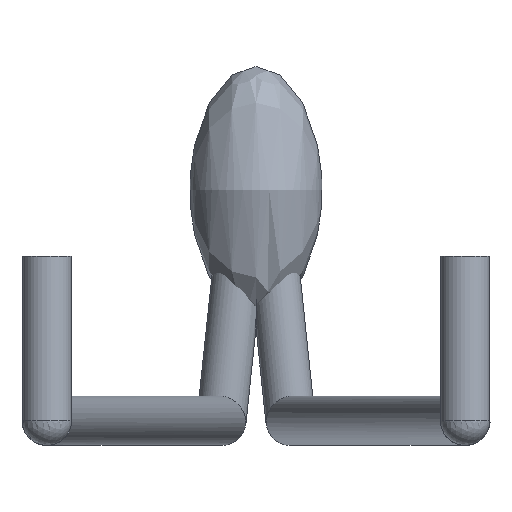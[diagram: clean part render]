
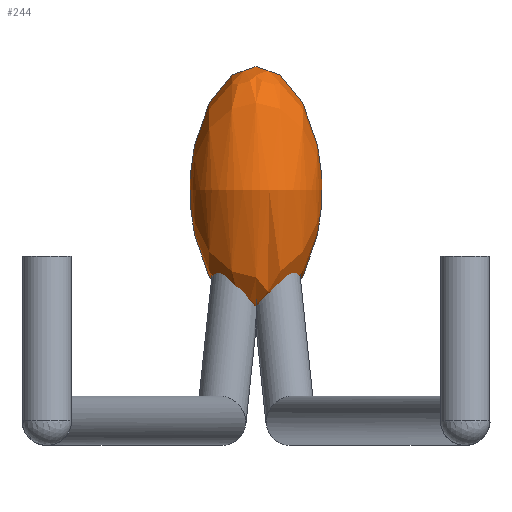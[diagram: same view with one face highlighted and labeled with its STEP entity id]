
A CAD part, left-side view. The second image highlights one B-rep face of the part: STEP entity #244.
In plain terms, the highlighted free-form (B-spline) face has degree [2, 2] with [5, 9] control points.
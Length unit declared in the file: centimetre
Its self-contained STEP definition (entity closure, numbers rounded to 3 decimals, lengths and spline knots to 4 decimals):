
#79=FACE_OUTER_BOUND($,#96,.T.);
#96=EDGE_LOOP($,(#179,#180));
#123=B_SPLINE_CURVE_WITH_KNOTS($,3,(#459,#460,#461,#462,#463,#464,#465,
#466,#467,#468),.UNSPECIFIED.,.F.,.F.,(4,3,3,4),(-1.5708,-0.2903,
1.0178,1.5708),.UNSPECIFIED.);
#124=VERTEX_POINT($,#457);
#125=VERTEX_POINT($,#458);
#147=EDGE_CURVE($,#124,#125,#123,.T.);
#179=ORIENTED_EDGE($,*,*,#147,.T.);
#180=ORIENTED_EDGE($,*,*,#147,.F.);
#243=(
BOUNDED_SURFACE()
B_SPLINE_SURFACE(2,2,((#412,#413,#414,#415,#416,#417,#418,#419,#420),(#421,
#422,#423,#424,#425,#426,#427,#428,#429),(#430,#431,#432,#433,#434,#435,
#436,#437,#438),(#439,#440,#441,#442,#443,#444,#445,#446,#447),(#448,#449,
#450,#451,#452,#453,#454,#455,#456)),.UNSPECIFIED.,.F.,.T.,.F.)
B_SPLINE_SURFACE_WITH_KNOTS((3,2,3),(3,2,2,2,3),(-1.5708,0.,1.5708),
(0.,1.5708,3.1416,4.7124,6.2832),
 .UNSPECIFIED.)
GEOMETRIC_REPRESENTATION_ITEM()
RATIONAL_B_SPLINE_SURFACE(((1.,0.707,1.,0.707,1.,
0.707,1.,0.707,1.),(0.707,0.5,
0.707,0.5,0.707,0.5,
0.707,0.5,0.707),(1.,0.707,
1.,0.707,1.,0.707,1.,0.707,1.),(0.707,
0.5,0.707,0.5,0.707,
0.5,0.707,0.5,0.707),
(1.,0.707,1.,0.707,1.,0.707,1.,0.707,
1.)))
REPRESENTATION_ITEM($)
SURFACE()
);
#244=ADVANCED_FACE($,(#79),#243,.F.);
#412=CARTESIAN_POINT('Ctrl Pts',(1.2175,0.157,0.165));
#413=CARTESIAN_POINT('Ctrl Pts',(1.2175,0.157,0.165));
#414=CARTESIAN_POINT('Ctrl Pts',(1.2175,0.157,0.165));
#415=CARTESIAN_POINT('Ctrl Pts',(1.2175,0.157,0.165));
#416=CARTESIAN_POINT('Ctrl Pts',(1.2175,0.157,0.165));
#417=CARTESIAN_POINT('Ctrl Pts',(1.2175,0.157,0.165));
#418=CARTESIAN_POINT('Ctrl Pts',(1.2175,0.157,0.165));
#419=CARTESIAN_POINT('Ctrl Pts',(1.2175,0.157,0.165));
#420=CARTESIAN_POINT('Ctrl Pts',(1.2175,0.157,0.165));
#421=CARTESIAN_POINT('Ctrl Pts',(1.1775,0.157,0.165));
#422=CARTESIAN_POINT('Ctrl Pts',(1.1775,0.157,0.09));
#423=CARTESIAN_POINT('Ctrl Pts',(1.2175,0.157,0.09));
#424=CARTESIAN_POINT('Ctrl Pts',(1.2575,0.157,0.09));
#425=CARTESIAN_POINT('Ctrl Pts',(1.2575,0.157,0.165));
#426=CARTESIAN_POINT('Ctrl Pts',(1.2575,0.157,0.24));
#427=CARTESIAN_POINT('Ctrl Pts',(1.2175,0.157,0.24));
#428=CARTESIAN_POINT('Ctrl Pts',(1.1775,0.157,0.24));
#429=CARTESIAN_POINT('Ctrl Pts',(1.1775,0.157,0.165));
#430=CARTESIAN_POINT('Ctrl Pts',(1.1775,0.117,0.165));
#431=CARTESIAN_POINT('Ctrl Pts',(1.1775,0.117,0.09));
#432=CARTESIAN_POINT('Ctrl Pts',(1.2175,0.117,0.09));
#433=CARTESIAN_POINT('Ctrl Pts',(1.2575,0.117,0.09));
#434=CARTESIAN_POINT('Ctrl Pts',(1.2575,0.117,0.165));
#435=CARTESIAN_POINT('Ctrl Pts',(1.2575,0.117,0.24));
#436=CARTESIAN_POINT('Ctrl Pts',(1.2175,0.117,0.24));
#437=CARTESIAN_POINT('Ctrl Pts',(1.1775,0.117,0.24));
#438=CARTESIAN_POINT('Ctrl Pts',(1.1775,0.117,0.165));
#439=CARTESIAN_POINT('Ctrl Pts',(1.1775,0.077,0.165));
#440=CARTESIAN_POINT('Ctrl Pts',(1.1775,0.077,0.09));
#441=CARTESIAN_POINT('Ctrl Pts',(1.2175,0.077,0.09));
#442=CARTESIAN_POINT('Ctrl Pts',(1.2575,0.077,0.09));
#443=CARTESIAN_POINT('Ctrl Pts',(1.2575,0.077,0.165));
#444=CARTESIAN_POINT('Ctrl Pts',(1.2575,0.077,0.24));
#445=CARTESIAN_POINT('Ctrl Pts',(1.2175,0.077,0.24));
#446=CARTESIAN_POINT('Ctrl Pts',(1.1775,0.077,0.24));
#447=CARTESIAN_POINT('Ctrl Pts',(1.1775,0.077,0.165));
#448=CARTESIAN_POINT('Ctrl Pts',(1.2175,0.077,0.165));
#449=CARTESIAN_POINT('Ctrl Pts',(1.2175,0.077,0.165));
#450=CARTESIAN_POINT('Ctrl Pts',(1.2175,0.077,0.165));
#451=CARTESIAN_POINT('Ctrl Pts',(1.2175,0.077,0.165));
#452=CARTESIAN_POINT('Ctrl Pts',(1.2175,0.077,0.165));
#453=CARTESIAN_POINT('Ctrl Pts',(1.2175,0.077,0.165));
#454=CARTESIAN_POINT('Ctrl Pts',(1.2175,0.077,0.165));
#455=CARTESIAN_POINT('Ctrl Pts',(1.2175,0.077,0.165));
#456=CARTESIAN_POINT('Ctrl Pts',(1.2175,0.077,0.165));
#457=CARTESIAN_POINT('',(1.2175,0.077,0.165));
#458=CARTESIAN_POINT('',(1.2175,0.157,0.165));
#459=CARTESIAN_POINT('Ctrl Pts',(1.2175,0.077,0.165));
#460=CARTESIAN_POINT('Ctrl Pts',(1.2021,0.077,0.165));
#461=CARTESIAN_POINT('Ctrl Pts',(1.1836,0.09,0.165));
#462=CARTESIAN_POINT('Ctrl Pts',(1.179,0.1062,0.165));
#463=CARTESIAN_POINT('Ctrl Pts',(1.1743,0.1228,0.165));
#464=CARTESIAN_POINT('Ctrl Pts',(1.1814,0.142,0.165));
#465=CARTESIAN_POINT('Ctrl Pts',(1.1969,0.1513,0.165));
#466=CARTESIAN_POINT('Ctrl Pts',(1.2035,0.1553,0.165));
#467=CARTESIAN_POINT('Ctrl Pts',(1.2109,0.157,0.165));
#468=CARTESIAN_POINT('Ctrl Pts',(1.2175,0.157,0.165));
